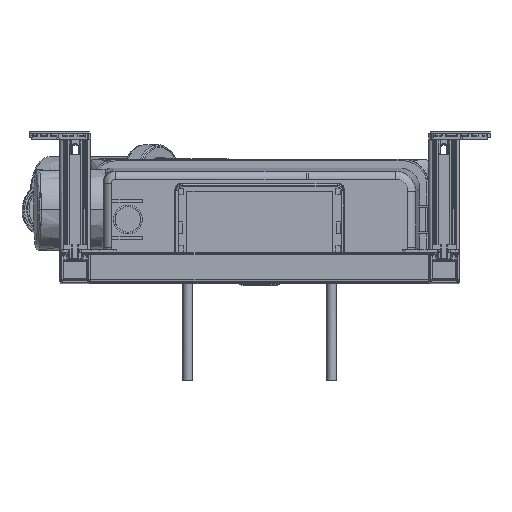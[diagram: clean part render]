
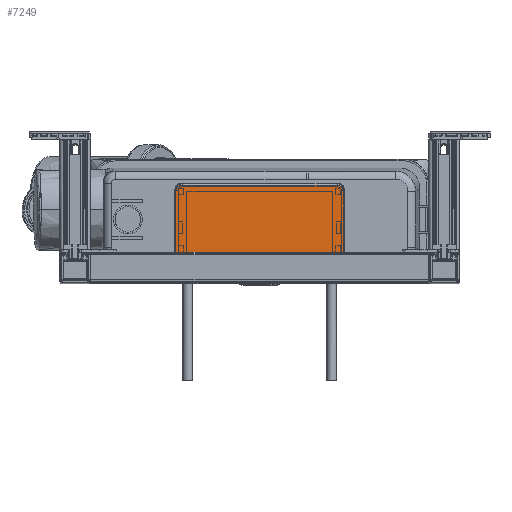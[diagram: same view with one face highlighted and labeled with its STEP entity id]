
A CAD part, top view. The second image highlights one B-rep face of the part: STEP entity #7249.
In plain terms, the highlighted planar face has unit normal (0, 0, 1).
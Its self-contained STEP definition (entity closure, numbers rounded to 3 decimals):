
#7249=ADVANCED_FACE('',(#14438),#112616,.T.);
#14438=FACE_OUTER_BOUND('',#21999,.T.);
#21999=EDGE_LOOP('',(#57284,#57285,#57286,#57287,#57288,#57289,#57290,#57291));
#57284=ORIENTED_EDGE('',*,*,#77324,.T.);
#57285=ORIENTED_EDGE('',*,*,#77337,.T.);
#57286=ORIENTED_EDGE('',*,*,#77325,.T.);
#57287=ORIENTED_EDGE('',*,*,#77341,.T.);
#57288=ORIENTED_EDGE('',*,*,#77326,.T.);
#57289=ORIENTED_EDGE('',*,*,#77345,.T.);
#57290=ORIENTED_EDGE('',*,*,#77327,.T.);
#57291=ORIENTED_EDGE('',*,*,#77332,.T.);
#77324=EDGE_CURVE('',#108321,#108322,#96684,.T.);
#77325=EDGE_CURVE('',#108323,#108324,#96685,.T.);
#77326=EDGE_CURVE('',#108325,#108326,#96686,.T.);
#77327=EDGE_CURVE('',#108327,#108328,#96687,.T.);
#77332=EDGE_CURVE('',#108328,#108321,#84652,.T.);
#77337=EDGE_CURVE('',#108322,#108323,#84656,.T.);
#77341=EDGE_CURVE('',#108324,#108325,#84659,.T.);
#77345=EDGE_CURVE('',#108326,#108327,#84661,.T.);
#84652=(
BOUNDED_CURVE()
B_SPLINE_CURVE(2,(#319092,#319093,#319094),.UNSPECIFIED.,.F.,.F.)
B_SPLINE_CURVE_WITH_KNOTS((3,3),(0.,4.712),.UNSPECIFIED.)
CURVE()
GEOMETRIC_REPRESENTATION_ITEM()
RATIONAL_B_SPLINE_CURVE((1.,0.707,1.))
REPRESENTATION_ITEM('')
);
#84656=(
BOUNDED_CURVE()
B_SPLINE_CURVE(2,(#319104,#319105,#319106),.UNSPECIFIED.,.F.,.F.)
B_SPLINE_CURVE_WITH_KNOTS((3,3),(0.,4.712),.UNSPECIFIED.)
CURVE()
GEOMETRIC_REPRESENTATION_ITEM()
RATIONAL_B_SPLINE_CURVE((1.,0.707,1.))
REPRESENTATION_ITEM('')
);
#84659=(
BOUNDED_CURVE()
B_SPLINE_CURVE(2,(#319114,#319115,#319116),.UNSPECIFIED.,.F.,.F.)
B_SPLINE_CURVE_WITH_KNOTS((3,3),(0.,12.566),.UNSPECIFIED.)
CURVE()
GEOMETRIC_REPRESENTATION_ITEM()
RATIONAL_B_SPLINE_CURVE((1.,0.707,1.))
REPRESENTATION_ITEM('')
);
#84661=(
BOUNDED_CURVE()
B_SPLINE_CURVE(2,(#319124,#319125,#319126),.UNSPECIFIED.,.F.,.F.)
B_SPLINE_CURVE_WITH_KNOTS((3,3),(0.,12.566),.UNSPECIFIED.)
CURVE()
GEOMETRIC_REPRESENTATION_ITEM()
RATIONAL_B_SPLINE_CURVE((1.,0.707,1.))
REPRESENTATION_ITEM('')
);
#96684=B_SPLINE_CURVE_WITH_KNOTS('',1,(#319076,#319077),.UNSPECIFIED.,.F.,
 .F.,(2,2),(-204.,0.),.UNSPECIFIED.);
#96685=B_SPLINE_CURVE_WITH_KNOTS('',1,(#319078,#319079),.UNSPECIFIED.,.F.,
 .F.,(2,2),(-100.,0.),.UNSPECIFIED.);
#96686=B_SPLINE_CURVE_WITH_KNOTS('',1,(#319080,#319081),.UNSPECIFIED.,.F.,
 .F.,(2,2),(-194.,0.),.UNSPECIFIED.);
#96687=B_SPLINE_CURVE_WITH_KNOTS('',1,(#319082,#319083),.UNSPECIFIED.,.F.,
 .F.,(2,2),(-100.,0.),.UNSPECIFIED.);
#108321=VERTEX_POINT('',#319060);
#108322=VERTEX_POINT('',#319061);
#108323=VERTEX_POINT('',#319062);
#108324=VERTEX_POINT('',#319063);
#108325=VERTEX_POINT('',#319064);
#108326=VERTEX_POINT('',#319065);
#108327=VERTEX_POINT('',#319066);
#108328=VERTEX_POINT('',#319067);
#112616=PLANE('',#119825);
#119825=AXIS2_PLACEMENT_3D('',#318982,#123555,$);
#123555=DIRECTION('',(0.,0.,1.));
#318982=CARTESIAN_POINT('',(-126.12,-36.021,490.539));
#319060=CARTESIAN_POINT('',(-102.,-24.801,490.539));
#319061=CARTESIAN_POINT('',(102.,-24.801,490.539));
#319062=CARTESIAN_POINT('',(105.,-21.801,490.539));
#319063=CARTESIAN_POINT('',(105.,78.199,490.539));
#319064=CARTESIAN_POINT('',(97.,86.199,490.539));
#319065=CARTESIAN_POINT('',(-97.,86.199,490.539));
#319066=CARTESIAN_POINT('',(-105.,78.199,490.539));
#319067=CARTESIAN_POINT('',(-105.,-21.801,490.539));
#319076=CARTESIAN_POINT('',(-102.,-24.801,490.539));
#319077=CARTESIAN_POINT('',(102.,-24.801,490.539));
#319078=CARTESIAN_POINT('',(105.,-21.801,490.539));
#319079=CARTESIAN_POINT('',(105.,78.199,490.539));
#319080=CARTESIAN_POINT('',(97.,86.199,490.539));
#319081=CARTESIAN_POINT('',(-97.,86.199,490.539));
#319082=CARTESIAN_POINT('',(-105.,78.199,490.539));
#319083=CARTESIAN_POINT('',(-105.,-21.801,490.539));
#319092=CARTESIAN_POINT('',(-105.,-21.801,490.539));
#319093=CARTESIAN_POINT('',(-105.,-24.801,490.539));
#319094=CARTESIAN_POINT('',(-102.,-24.801,490.539));
#319104=CARTESIAN_POINT('',(102.,-24.801,490.539));
#319105=CARTESIAN_POINT('',(105.,-24.801,490.539));
#319106=CARTESIAN_POINT('',(105.,-21.801,490.539));
#319114=CARTESIAN_POINT('',(105.,78.199,490.539));
#319115=CARTESIAN_POINT('',(105.,86.199,490.539));
#319116=CARTESIAN_POINT('',(97.,86.199,490.539));
#319124=CARTESIAN_POINT('',(-97.,86.199,490.539));
#319125=CARTESIAN_POINT('',(-105.,86.199,490.539));
#319126=CARTESIAN_POINT('',(-105.,78.199,490.539));
